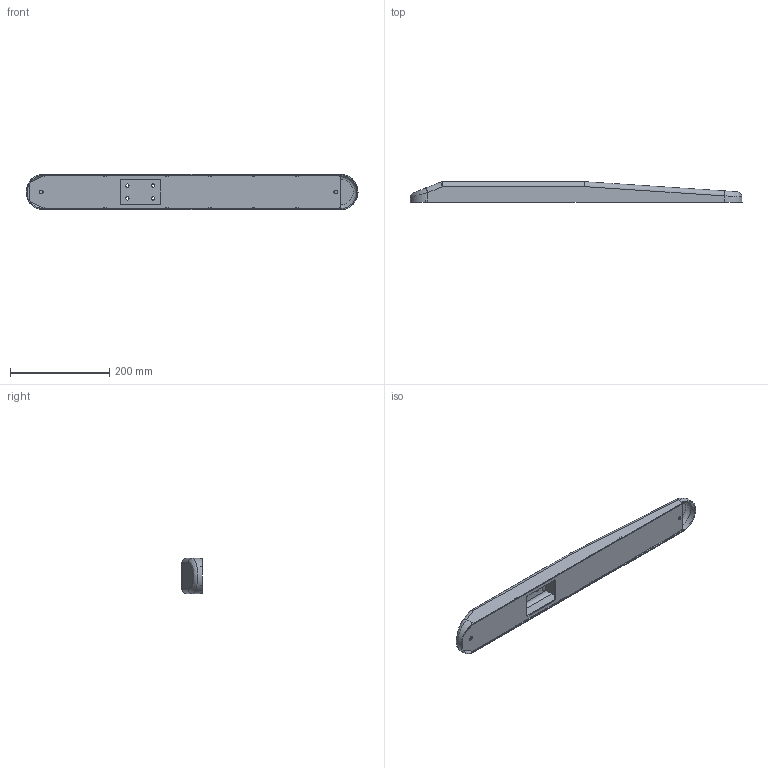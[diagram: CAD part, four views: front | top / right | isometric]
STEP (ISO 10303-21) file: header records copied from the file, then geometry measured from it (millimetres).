
FILE_DESCRIPTION((''),'2;1');
FILE_NAME('JC35TS-0713','2021-01-06T15:21:57',('sa'),('捷昌驱动'),'CREO PARAMETRIC BY PTC INC, 2018100','CREO PARAMETRIC BY PTC INC, 2018100','');
FILE_SCHEMA(('CONFIG_CONTROL_DESIGN'));
Length unit declared in the file: millimetre
Products named in the file (1): JC35TS-0713
Bounding box: 670 x 41.4 x 71.4 mm (x, y, z)
Volume: 260075.4 mm3; surface area: 259685.7 mm2
Topology: 1 solids, 1 shells, 195 faces, 542 edges, 348 vertices
Faces by surface type: plane 143, cylinder 36, sphere 8, bspline 4, cone 4
Entity records: 6708 total; most frequent: CARTESIAN_POINT 1611, ORIENTED_EDGE 1084, DIRECTION 996, EDGE_CURVE 542, VECTOR 454, LINE 454, VERTEX_POINT 348, AXIS2_PLACEMENT_3D 271
